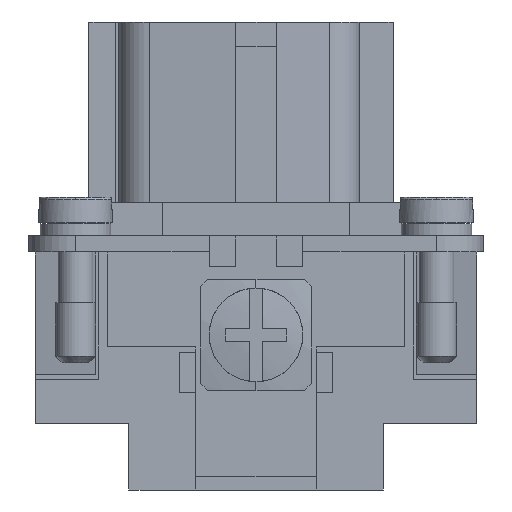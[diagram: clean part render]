
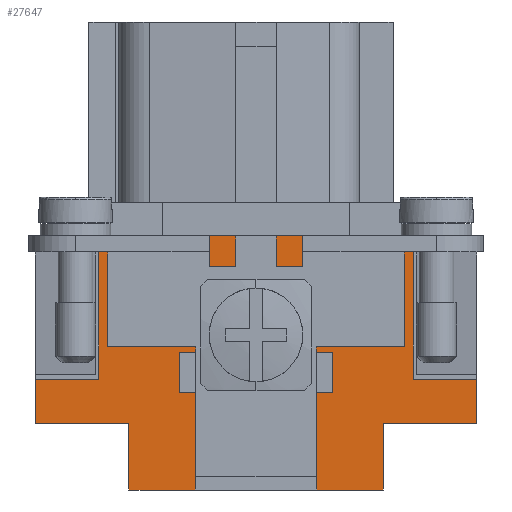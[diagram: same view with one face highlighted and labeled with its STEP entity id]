
A CAD part, left-side view. The second image highlights one B-rep face of the part: STEP entity #27647.
In plain terms, the highlighted planar face has unit normal (-1, 0, 0).
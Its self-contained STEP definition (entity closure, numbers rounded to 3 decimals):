
#17390=CARTESIAN_POINT('',(-14.85,11.75,19.0));
#17391=VERTEX_POINT('',#17390);
#17398=CARTESIAN_POINT('',(-14.85,-11.75,19.0));
#17399=VERTEX_POINT('',#17398);
#17400=CARTESIAN_POINT('',(-14.85,-11.75,19.0));
#17401=DIRECTION('',(0.0,1.0,0.0));
#17402=VECTOR('',#17401,23.5);
#17403=LINE('',#17400,#17402);
#17404=EDGE_CURVE('',#17399,#17391,#17403,.T.);
#22291=CARTESIAN_POINT('',(-14.85,11.75,8.3));
#22292=VERTEX_POINT('',#22291);
#22301=CARTESIAN_POINT('',(-14.85,11.75,19.0));
#22302=DIRECTION('',(0.0,0.0,-1.0));
#22303=VECTOR('',#22302,10.7);
#22304=LINE('',#22301,#22303);
#22305=EDGE_CURVE('',#17391,#22292,#22304,.T.);
#22347=CARTESIAN_POINT('',(-14.85,16.5,8.3));
#22348=VERTEX_POINT('',#22347);
#22349=CARTESIAN_POINT('',(-14.85,11.75,8.3));
#22350=DIRECTION('',(0.0,1.0,0.0));
#22351=VECTOR('',#22350,4.75);
#22352=LINE('',#22349,#22351);
#22353=EDGE_CURVE('',#22292,#22348,#22352,.T.);
#22563=CARTESIAN_POINT('',(-14.85,-11.75,8.3));
#22564=VERTEX_POINT('',#22563);
#22573=CARTESIAN_POINT('',(-14.85,-11.75,8.3));
#22574=DIRECTION('',(0.0,0.0,1.0));
#22575=VECTOR('',#22574,10.7);
#22576=LINE('',#22573,#22575);
#22577=EDGE_CURVE('',#22564,#17399,#22576,.T.);
#22587=CARTESIAN_POINT('',(-14.85,-16.5,8.3));
#22588=VERTEX_POINT('',#22587);
#22589=CARTESIAN_POINT('',(-14.85,-16.5,8.3));
#22590=DIRECTION('',(0.0,1.0,0.0));
#22591=VECTOR('',#22590,4.75);
#22592=LINE('',#22589,#22591);
#22593=EDGE_CURVE('',#22588,#22564,#22592,.T.);
#22670=CARTESIAN_POINT('',(-14.85,16.5,5.0));
#22671=VERTEX_POINT('',#22670);
#22678=CARTESIAN_POINT('',(-14.85,16.5,5.0));
#22679=DIRECTION('',(0.0,0.0,1.0));
#22680=VECTOR('',#22679,3.3);
#22681=LINE('',#22678,#22680);
#22682=EDGE_CURVE('',#22671,#22348,#22681,.T.);
#22741=CARTESIAN_POINT('',(-14.85,-16.5,5.0));
#22742=VERTEX_POINT('',#22741);
#22743=CARTESIAN_POINT('',(-14.85,-16.5,5.0));
#22744=DIRECTION('',(0.0,0.0,1.0));
#22745=VECTOR('',#22744,3.3);
#22746=LINE('',#22743,#22745);
#22747=EDGE_CURVE('',#22742,#22588,#22746,.T.);
#26585=CARTESIAN_POINT('',(-14.85,9.5,0.0));
#26586=VERTEX_POINT('',#26585);
#26593=CARTESIAN_POINT('',(-14.85,9.5,5.0));
#26594=VERTEX_POINT('',#26593);
#26595=CARTESIAN_POINT('',(-14.85,9.5,5.0));
#26596=DIRECTION('',(0.0,0.0,-1.0));
#26597=VECTOR('',#26596,5.0);
#26598=LINE('',#26595,#26597);
#26599=EDGE_CURVE('',#26594,#26586,#26598,.T.);
#26625=CARTESIAN_POINT('',(-14.85,-9.5,5.0));
#26626=VERTEX_POINT('',#26625);
#26633=CARTESIAN_POINT('',(-14.85,-9.5,0.0));
#26634=VERTEX_POINT('',#26633);
#26635=CARTESIAN_POINT('',(-14.85,-9.5,0.0));
#26636=DIRECTION('',(0.0,0.0,1.0));
#26637=VECTOR('',#26636,5.0);
#26638=LINE('',#26635,#26637);
#26639=EDGE_CURVE('',#26634,#26626,#26638,.T.);
#26868=CARTESIAN_POINT('',(-14.85,-9.5,5.0));
#26869=DIRECTION('',(0.0,-1.0,0.0));
#26870=VECTOR('',#26869,7.0);
#26871=LINE('',#26868,#26870);
#26872=EDGE_CURVE('',#26626,#22742,#26871,.T.);
#26924=CARTESIAN_POINT('',(-14.85,16.5,5.0));
#26925=DIRECTION('',(0.0,-1.0,0.0));
#26926=VECTOR('',#26925,7.0);
#26927=LINE('',#26924,#26926);
#26928=EDGE_CURVE('',#22671,#26594,#26927,.T.);
#26940=CARTESIAN_POINT('',(-14.85,-4.55,0.0));
#26941=VERTEX_POINT('',#26940);
#26942=CARTESIAN_POINT('',(-14.85,-9.5,0.0));
#26943=DIRECTION('',(0.0,1.0,0.0));
#26944=VECTOR('',#26943,4.95);
#26945=LINE('',#26942,#26944);
#26946=EDGE_CURVE('',#26634,#26941,#26945,.T.);
#26996=CARTESIAN_POINT('',(-14.85,4.55,0.0));
#26997=VERTEX_POINT('',#26996);
#27004=CARTESIAN_POINT('',(-14.85,4.55,0.0));
#27005=DIRECTION('',(0.0,1.0,0.0));
#27006=VECTOR('',#27005,4.95);
#27007=LINE('',#27004,#27006);
#27008=EDGE_CURVE('',#26997,#26586,#27007,.T.);
#27295=CARTESIAN_POINT('',(-14.85,4.55,3.5));
#27296=VERTEX_POINT('',#27295);
#27303=CARTESIAN_POINT('',(-14.85,4.55,0.0));
#27304=DIRECTION('',(0.0,0.0,1.0));
#27305=VECTOR('',#27304,3.5);
#27306=LINE('',#27303,#27305);
#27307=EDGE_CURVE('',#26997,#27296,#27306,.T.);
#27319=CARTESIAN_POINT('',(-14.85,-4.55,3.5));
#27320=VERTEX_POINT('',#27319);
#27329=CARTESIAN_POINT('',(-14.85,-4.55,3.5));
#27330=DIRECTION('',(0.0,0.0,-1.0));
#27331=VECTOR('',#27330,3.5);
#27332=LINE('',#27329,#27331);
#27333=EDGE_CURVE('',#27320,#26941,#27332,.T.);
#27345=CARTESIAN_POINT('',(-14.85,4.55,3.5));
#27346=DIRECTION('',(0.0,-1.0,0.0));
#27347=VECTOR('',#27346,9.1);
#27348=LINE('',#27345,#27347);
#27349=EDGE_CURVE('',#27296,#27320,#27348,.T.);
#27624=CARTESIAN_POINT('',(-14.85,-16.5,0.0));
#27625=DIRECTION('',(-1.0,0.0,0.0));
#27626=DIRECTION('',(0.0,0.0,1.0));
#27627=AXIS2_PLACEMENT_3D('',#27624,#27625,#27626);
#27628=PLANE('',#27627);
#27629=ORIENTED_EDGE('',*,*,#22353,.T.);
#27630=ORIENTED_EDGE('',*,*,#22682,.F.);
#27631=ORIENTED_EDGE('',*,*,#26928,.T.);
#27632=ORIENTED_EDGE('',*,*,#26599,.T.);
#27633=ORIENTED_EDGE('',*,*,#27008,.F.);
#27634=ORIENTED_EDGE('',*,*,#27307,.T.);
#27635=ORIENTED_EDGE('',*,*,#27349,.T.);
#27636=ORIENTED_EDGE('',*,*,#27333,.T.);
#27637=ORIENTED_EDGE('',*,*,#26946,.F.);
#27638=ORIENTED_EDGE('',*,*,#26639,.T.);
#27639=ORIENTED_EDGE('',*,*,#26872,.T.);
#27640=ORIENTED_EDGE('',*,*,#22747,.T.);
#27641=ORIENTED_EDGE('',*,*,#22593,.T.);
#27642=ORIENTED_EDGE('',*,*,#22577,.T.);
#27643=ORIENTED_EDGE('',*,*,#17404,.T.);
#27644=ORIENTED_EDGE('',*,*,#22305,.T.);
#27645=EDGE_LOOP('',(#27629,#27630,#27631,#27632,#27633,#27634,#27635,#27636,#27637,#27638,#27639,#27640,#27641,#27642,#27643,#27644));
#27646=FACE_OUTER_BOUND('',#27645,.T.);
#27647=ADVANCED_FACE('',(#27646),#27628,.T.);
